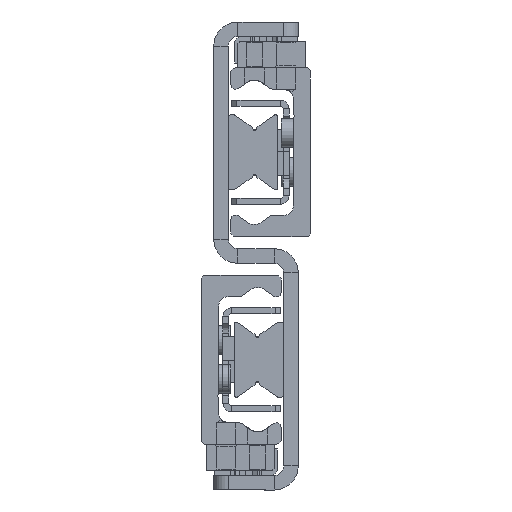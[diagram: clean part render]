
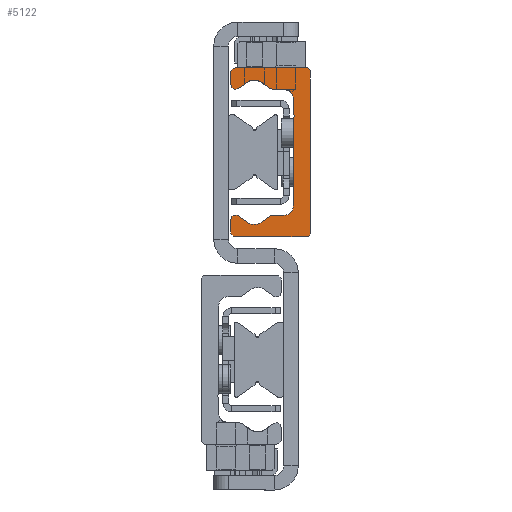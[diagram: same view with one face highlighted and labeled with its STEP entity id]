
A CAD part, left-side view. The second image highlights one B-rep face of the part: STEP entity #5122.
In plain terms, the highlighted planar face has unit normal (-1, 0, 0).
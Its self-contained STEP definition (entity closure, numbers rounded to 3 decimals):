
#3916=CARTESIAN_POINT('',(0.0,4.75,-11.1));
#3917=VERTEX_POINT('',#3916);
#3924=CARTESIAN_POINT('',(0.0,2.75,-13.1));
#3925=VERTEX_POINT('',#3924);
#3926=CARTESIAN_POINT('',(0.0,2.75,-11.1));
#3927=DIRECTION('',(-1.0,0.0,0.0));
#3928=DIRECTION('',(0.0,0.0,1.0));
#3929=AXIS2_PLACEMENT_3D('',#3926,#3927,#3928);
#3930=CIRCLE('',#3929,2.);
#3931=EDGE_CURVE('',#3917,#3925,#3930,.T.);
#4120=CARTESIAN_POINT('',(0.0,-0.14,-13.281));
#4121=VERTEX_POINT('',#4120);
#4128=CARTESIAN_POINT('',(0.0,-1.916,-14.524));
#4129=VERTEX_POINT('',#4128);
#4130=CARTESIAN_POINT('',(0.0,-0.14,-13.281));
#4131=DIRECTION('',(0.0,-0.819,-0.574));
#4132=VECTOR('',#4131,2.168);
#4133=LINE('',#4130,#4132);
#4134=EDGE_CURVE('',#4121,#4129,#4133,.T.);
#4259=CARTESIAN_POINT('',(0.0,8.25,16.85));
#4260=VERTEX_POINT('',#4259);
#4267=CARTESIAN_POINT('',(0.0,7.6,17.5));
#4268=VERTEX_POINT('',#4267);
#4269=CARTESIAN_POINT('',(0.0,7.6,16.85));
#4270=DIRECTION('',(1.0,0.0,0.0));
#4271=DIRECTION('',(0.0,1.0,0.0));
#4272=AXIS2_PLACEMENT_3D('',#4269,#4270,#4271);
#4273=CIRCLE('',#4272,0.65);
#4274=EDGE_CURVE('',#4260,#4268,#4273,.T.);
#4298=CARTESIAN_POINT('',(0.0,8.25,-16.85));
#4299=VERTEX_POINT('',#4298);
#4306=CARTESIAN_POINT('',(0.0,8.25,-16.85));
#4307=DIRECTION('',(0.0,0.0,1.0));
#4308=VECTOR('',#4307,33.7);
#4309=LINE('',#4306,#4308);
#4310=EDGE_CURVE('',#4299,#4260,#4309,.T.);
#4372=CARTESIAN_POINT('',(0.0,7.6,-17.5));
#4373=VERTEX_POINT('',#4372);
#4380=CARTESIAN_POINT('',(0.0,7.6,-16.85));
#4381=DIRECTION('',(1.0,0.0,0.0));
#4382=DIRECTION('',(0.0,0.0,-1.0));
#4383=AXIS2_PLACEMENT_3D('',#4380,#4381,#4382);
#4384=CIRCLE('',#4383,0.65);
#4385=EDGE_CURVE('',#4373,#4299,#4384,.T.);
#4404=CARTESIAN_POINT('',(0.0,-7.25,-17.5));
#4405=VERTEX_POINT('',#4404);
#4412=CARTESIAN_POINT('',(0.0,-7.25,-17.5));
#4413=DIRECTION('',(0.0,1.0,0.0));
#4414=VECTOR('',#4413,14.85);
#4415=LINE('',#4412,#4414);
#4416=EDGE_CURVE('',#4405,#4373,#4415,.T.);
#4448=CARTESIAN_POINT('',(0.0,-8.25,-16.5));
#4449=VERTEX_POINT('',#4448);
#4456=CARTESIAN_POINT('',(0.0,-7.25,-16.5));
#4457=DIRECTION('',(1.0,0.0,0.0));
#4458=DIRECTION('',(0.0,-1.0,0.0));
#4459=AXIS2_PLACEMENT_3D('',#4456,#4457,#4458);
#4460=CIRCLE('',#4459,1.);
#4461=EDGE_CURVE('',#4449,#4405,#4460,.T.);
#4480=CARTESIAN_POINT('',(0.0,-8.25,-13.98));
#4481=VERTEX_POINT('',#4480);
#4488=CARTESIAN_POINT('',(0.0,-8.25,-13.98));
#4489=DIRECTION('',(0.0,0.0,-1.0));
#4490=VECTOR('',#4489,2.52);
#4491=LINE('',#4488,#4490);
#4492=EDGE_CURVE('',#4481,#4449,#4491,.T.);
#4512=CARTESIAN_POINT('',(0.0,-6.708,-13.177));
#4513=VERTEX_POINT('',#4512);
#4520=CARTESIAN_POINT('',(0.0,-7.27,-13.98));
#4521=DIRECTION('',(1.0,0.0,0.0));
#4522=DIRECTION('',(0.0,0.574,0.819));
#4523=AXIS2_PLACEMENT_3D('',#4520,#4521,#4522);
#4524=CIRCLE('',#4523,0.98);
#4525=EDGE_CURVE('',#4513,#4481,#4524,.T.);
#4537=CARTESIAN_POINT('',(0.0,-4.784,-14.524));
#4538=VERTEX_POINT('',#4537);
#4545=CARTESIAN_POINT('',(0.0,-4.784,-14.524));
#4546=DIRECTION('',(0.0,-0.819,0.574));
#4547=VECTOR('',#4546,2.349);
#4548=LINE('',#4545,#4547);
#4549=EDGE_CURVE('',#4538,#4513,#4548,.T.);
#4571=CARTESIAN_POINT('',(0.0,-3.35,-12.477));
#4572=DIRECTION('',(-1.0,0.0,0.0));
#4573=DIRECTION('',(0.0,0.574,0.819));
#4574=AXIS2_PLACEMENT_3D('',#4571,#4572,#4573);
#4575=CIRCLE('',#4574,2.5);
#4576=EDGE_CURVE('',#4129,#4538,#4575,.T.);
#4596=CARTESIAN_POINT('',(0.0,0.433,-13.1));
#4597=VERTEX_POINT('',#4596);
#4604=CARTESIAN_POINT('',(0.0,0.433,-14.1));
#4605=DIRECTION('',(1.0,0.0,0.0));
#4606=DIRECTION('',(0.0,0.0,1.0));
#4607=AXIS2_PLACEMENT_3D('',#4604,#4605,#4606);
#4608=CIRCLE('',#4607,1.);
#4609=EDGE_CURVE('',#4597,#4121,#4608,.T.);
#4624=CARTESIAN_POINT('',(0.0,2.75,-13.1));
#4625=DIRECTION('',(0.0,-1.0,0.0));
#4626=VECTOR('',#4625,2.317);
#4627=LINE('',#4624,#4626);
#4628=EDGE_CURVE('',#3925,#4597,#4627,.T.);
#4654=CARTESIAN_POINT('',(0.0,4.75,-7.75));
#4655=VERTEX_POINT('',#4654);
#4662=CARTESIAN_POINT('',(0.0,4.75,-7.75));
#4663=DIRECTION('',(0.0,0.0,-1.0));
#4664=VECTOR('',#4663,3.35);
#4665=LINE('',#4662,#4664);
#4666=EDGE_CURVE('',#4655,#3917,#4665,.T.);
#4686=CARTESIAN_POINT('',(0.0,4.75,-7.25));
#4687=VERTEX_POINT('',#4686);
#4694=CARTESIAN_POINT('',(0.0,4.75,-7.5));
#4695=DIRECTION('',(-1.0,0.0,0.0));
#4696=DIRECTION('',(0.0,0.0,1.0));
#4697=AXIS2_PLACEMENT_3D('',#4694,#4695,#4696);
#4698=CIRCLE('',#4697,0.25);
#4699=EDGE_CURVE('',#4687,#4655,#4698,.T.);
#4718=CARTESIAN_POINT('',(0.0,4.75,11.1));
#4719=VERTEX_POINT('',#4718);
#4726=CARTESIAN_POINT('',(0.0,4.75,11.1));
#4727=DIRECTION('',(0.0,0.0,-1.0));
#4728=VECTOR('',#4727,18.35);
#4729=LINE('',#4726,#4728);
#4730=EDGE_CURVE('',#4719,#4687,#4729,.T.);
#4792=CARTESIAN_POINT('',(0.0,2.75,13.1));
#4793=VERTEX_POINT('',#4792);
#4800=CARTESIAN_POINT('',(0.0,2.75,11.1));
#4801=DIRECTION('',(-1.0,0.0,0.0));
#4802=DIRECTION('',(0.0,-1.0,0.0));
#4803=AXIS2_PLACEMENT_3D('',#4800,#4801,#4802);
#4804=CIRCLE('',#4803,2.);
#4805=EDGE_CURVE('',#4793,#4719,#4804,.T.);
#4824=CARTESIAN_POINT('',(0.0,0.433,13.1));
#4825=VERTEX_POINT('',#4824);
#4832=CARTESIAN_POINT('',(0.0,0.433,13.1));
#4833=DIRECTION('',(0.0,1.0,0.0));
#4834=VECTOR('',#4833,2.317);
#4835=LINE('',#4832,#4834);
#4836=EDGE_CURVE('',#4825,#4793,#4835,.T.);
#4856=CARTESIAN_POINT('',(0.0,-0.14,13.281));
#4857=VERTEX_POINT('',#4856);
#4864=CARTESIAN_POINT('',(0.0,0.433,14.1));
#4865=DIRECTION('',(1.0,0.0,0.0));
#4866=DIRECTION('',(0.0,-0.574,-0.819));
#4867=AXIS2_PLACEMENT_3D('',#4864,#4865,#4866);
#4868=CIRCLE('',#4867,1.);
#4869=EDGE_CURVE('',#4857,#4825,#4868,.T.);
#4888=CARTESIAN_POINT('',(0.0,-1.916,14.524));
#4889=VERTEX_POINT('',#4888);
#4896=CARTESIAN_POINT('',(0.0,-1.916,14.524));
#4897=DIRECTION('',(0.0,0.819,-0.574));
#4898=VECTOR('',#4897,2.168);
#4899=LINE('',#4896,#4898);
#4900=EDGE_CURVE('',#4889,#4857,#4899,.T.);
#4920=CARTESIAN_POINT('',(0.0,-4.784,14.524));
#4921=VERTEX_POINT('',#4920);
#4928=CARTESIAN_POINT('',(0.0,-3.35,12.477));
#4929=DIRECTION('',(-1.0,0.0,0.0));
#4930=DIRECTION('',(0.0,-0.574,-0.819));
#4931=AXIS2_PLACEMENT_3D('',#4928,#4929,#4930);
#4932=CIRCLE('',#4931,2.5);
#4933=EDGE_CURVE('',#4921,#4889,#4932,.T.);
#4952=CARTESIAN_POINT('',(0.0,-6.708,13.177));
#4953=VERTEX_POINT('',#4952);
#4960=CARTESIAN_POINT('',(0.0,-6.708,13.177));
#4961=DIRECTION('',(0.0,0.819,0.574));
#4962=VECTOR('',#4961,2.349);
#4963=LINE('',#4960,#4962);
#4964=EDGE_CURVE('',#4953,#4921,#4963,.T.);
#4984=CARTESIAN_POINT('',(0.0,-8.25,13.98));
#4985=VERTEX_POINT('',#4984);
#4992=CARTESIAN_POINT('',(0.0,-7.27,13.98));
#4993=DIRECTION('',(1.0,0.0,0.0));
#4994=DIRECTION('',(0.0,-1.0,0.0));
#4995=AXIS2_PLACEMENT_3D('',#4992,#4993,#4994);
#4996=CIRCLE('',#4995,0.98);
#4997=EDGE_CURVE('',#4985,#4953,#4996,.T.);
#5016=CARTESIAN_POINT('',(0.0,-8.25,16.5));
#5017=VERTEX_POINT('',#5016);
#5024=CARTESIAN_POINT('',(0.0,-8.25,16.5));
#5025=DIRECTION('',(0.0,0.0,-1.0));
#5026=VECTOR('',#5025,2.52);
#5027=LINE('',#5024,#5026);
#5028=EDGE_CURVE('',#5017,#4985,#5027,.T.);
#5048=CARTESIAN_POINT('',(0.0,-7.25,17.5));
#5049=VERTEX_POINT('',#5048);
#5056=CARTESIAN_POINT('',(0.0,-7.25,16.5));
#5057=DIRECTION('',(1.0,0.0,0.0));
#5058=DIRECTION('',(0.0,0.0,1.0));
#5059=AXIS2_PLACEMENT_3D('',#5056,#5057,#5058);
#5060=CIRCLE('',#5059,1.);
#5061=EDGE_CURVE('',#5049,#5017,#5060,.T.);
#5079=CARTESIAN_POINT('',(0.0,7.6,17.5));
#5080=DIRECTION('',(0.0,-1.0,0.0));
#5081=VECTOR('',#5080,14.85);
#5082=LINE('',#5079,#5081);
#5083=EDGE_CURVE('',#4268,#5049,#5082,.T.);
#5089=CARTESIAN_POINT('',(0.0,2.258,-0.017));
#5090=DIRECTION('',(1.0,0.0,0.0));
#5091=DIRECTION('',(0.0,0.0,-1.0));
#5092=AXIS2_PLACEMENT_3D('',#5089,#5090,#5091);
#5093=PLANE('',#5092);
#5094=ORIENTED_EDGE('',*,*,#5083,.F.);
#5095=ORIENTED_EDGE('',*,*,#4274,.F.);
#5096=ORIENTED_EDGE('',*,*,#4310,.F.);
#5097=ORIENTED_EDGE('',*,*,#4385,.F.);
#5098=ORIENTED_EDGE('',*,*,#4416,.F.);
#5099=ORIENTED_EDGE('',*,*,#4461,.F.);
#5100=ORIENTED_EDGE('',*,*,#4492,.F.);
#5101=ORIENTED_EDGE('',*,*,#4525,.F.);
#5102=ORIENTED_EDGE('',*,*,#4549,.F.);
#5103=ORIENTED_EDGE('',*,*,#4576,.F.);
#5104=ORIENTED_EDGE('',*,*,#4134,.F.);
#5105=ORIENTED_EDGE('',*,*,#4609,.F.);
#5106=ORIENTED_EDGE('',*,*,#4628,.F.);
#5107=ORIENTED_EDGE('',*,*,#3931,.F.);
#5108=ORIENTED_EDGE('',*,*,#4666,.F.);
#5109=ORIENTED_EDGE('',*,*,#4699,.F.);
#5110=ORIENTED_EDGE('',*,*,#4730,.F.);
#5111=ORIENTED_EDGE('',*,*,#4805,.F.);
#5112=ORIENTED_EDGE('',*,*,#4836,.F.);
#5113=ORIENTED_EDGE('',*,*,#4869,.F.);
#5114=ORIENTED_EDGE('',*,*,#4900,.F.);
#5115=ORIENTED_EDGE('',*,*,#4933,.F.);
#5116=ORIENTED_EDGE('',*,*,#4964,.F.);
#5117=ORIENTED_EDGE('',*,*,#4997,.F.);
#5118=ORIENTED_EDGE('',*,*,#5028,.F.);
#5119=ORIENTED_EDGE('',*,*,#5061,.F.);
#5120=EDGE_LOOP('',(#5094,#5095,#5096,#5097,#5098,#5099,#5100,#5101,#5102,#5103,#5104,#5105,#5106,#5107,#5108,#5109,#5110,#5111,#5112,#5113,#5114,#5115,#5116,#5117,#5118,#5119));
#5121=FACE_OUTER_BOUND('',#5120,.T.);
#5122=ADVANCED_FACE('',(#5121),#5093,.F.);
